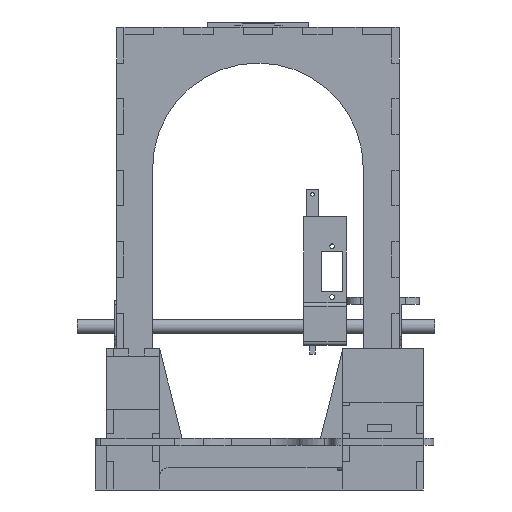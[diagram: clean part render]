
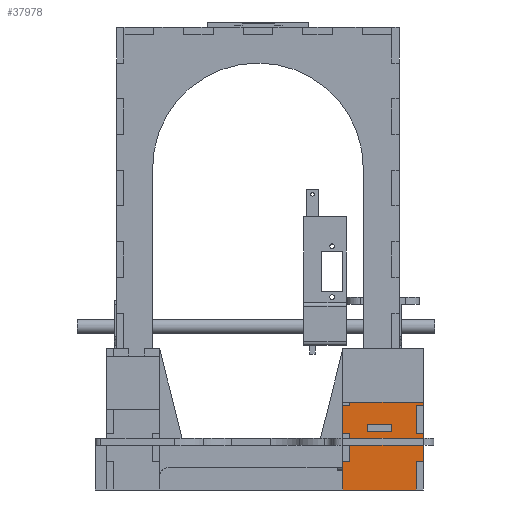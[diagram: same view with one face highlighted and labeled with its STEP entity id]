
A CAD part, front view. The second image highlights one B-rep face of the part: STEP entity #37978.
In plain terms, the highlighted planar face has unit normal (0, -1, 0).
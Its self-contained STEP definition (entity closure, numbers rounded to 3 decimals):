
#849=CIRCLE('',#41092,4.);
#10027=ORIENTED_EDGE('',*,*,#16241,.F.);
#10028=ORIENTED_EDGE('',*,*,#16242,.T.);
#10029=ORIENTED_EDGE('',*,*,#16243,.T.);
#10030=ORIENTED_EDGE('',*,*,#16244,.F.);
#10031=ORIENTED_EDGE('',*,*,#16245,.F.);
#10032=ORIENTED_EDGE('',*,*,#16230,.F.);
#10033=ORIENTED_EDGE('',*,*,#16246,.T.);
#10034=ORIENTED_EDGE('',*,*,#16247,.T.);
#10035=ORIENTED_EDGE('',*,*,#16248,.F.);
#10036=ORIENTED_EDGE('',*,*,#16217,.F.);
#10037=ORIENTED_EDGE('',*,*,#16249,.T.);
#10038=ORIENTED_EDGE('',*,*,#16250,.T.);
#10039=ORIENTED_EDGE('',*,*,#16251,.T.);
#10040=ORIENTED_EDGE('',*,*,#16252,.F.);
#10041=ORIENTED_EDGE('',*,*,#16226,.T.);
#10042=ORIENTED_EDGE('',*,*,#16253,.T.);
#10043=ORIENTED_EDGE('',*,*,#16254,.T.);
#10044=ORIENTED_EDGE('',*,*,#16255,.F.);
#10045=ORIENTED_EDGE('',*,*,#16221,.T.);
#10046=ORIENTED_EDGE('',*,*,#16256,.T.);
#10047=ORIENTED_EDGE('',*,*,#16257,.F.);
#10048=ORIENTED_EDGE('',*,*,#16258,.T.);
#10049=ORIENTED_EDGE('',*,*,#16233,.F.);
#10050=ORIENTED_EDGE('',*,*,#16259,.F.);
#10051=ORIENTED_EDGE('',*,*,#16260,.F.);
#10052=ORIENTED_EDGE('',*,*,#16261,.T.);
#10053=ORIENTED_EDGE('',*,*,#16238,.F.);
#10054=ORIENTED_EDGE('',*,*,#16262,.F.);
#10055=ORIENTED_EDGE('',*,*,#16263,.F.);
#16217=EDGE_CURVE('',#20064,#20065,#24526,.T.);
#16221=EDGE_CURVE('',#20068,#20069,#24530,.T.);
#16226=EDGE_CURVE('',#20074,#20072,#24535,.T.);
#16230=EDGE_CURVE('',#20076,#20078,#24539,.T.);
#16233=EDGE_CURVE('',#20080,#20081,#24542,.T.);
#16238=EDGE_CURVE('',#20084,#20086,#24547,.T.);
#16241=EDGE_CURVE('',#20088,#20089,#24550,.T.);
#16242=EDGE_CURVE('',#20088,#20090,#24551,.T.);
#16243=EDGE_CURVE('',#20090,#20091,#24552,.T.);
#16244=EDGE_CURVE('',#20089,#20091,#24553,.T.);
#16245=EDGE_CURVE('',#20092,#20092,#849,.F.);
#16246=EDGE_CURVE('',#20076,#20093,#24554,.T.);
#16247=EDGE_CURVE('',#20093,#20094,#24555,.T.);
#16248=EDGE_CURVE('',#20065,#20094,#24556,.T.);
#16249=EDGE_CURVE('',#20064,#20095,#24557,.T.);
#16250=EDGE_CURVE('',#20095,#20096,#24558,.T.);
#16251=EDGE_CURVE('',#20096,#20097,#24559,.T.);
#16252=EDGE_CURVE('',#20074,#20097,#24560,.T.);
#16253=EDGE_CURVE('',#20072,#20098,#24561,.T.);
#16254=EDGE_CURVE('',#20098,#20099,#24562,.T.);
#16255=EDGE_CURVE('',#20068,#20099,#24563,.T.);
#16256=EDGE_CURVE('',#20069,#20100,#24564,.T.);
#16257=EDGE_CURVE('',#20101,#20100,#24565,.T.);
#16258=EDGE_CURVE('',#20101,#20081,#24566,.T.);
#16259=EDGE_CURVE('',#20102,#20080,#24567,.T.);
#16260=EDGE_CURVE('',#20103,#20102,#24568,.T.);
#16261=EDGE_CURVE('',#20103,#20086,#24569,.T.);
#16262=EDGE_CURVE('',#20104,#20084,#24570,.T.);
#16263=EDGE_CURVE('',#20078,#20104,#24571,.T.);
#20064=VERTEX_POINT('',#60576);
#20065=VERTEX_POINT('',#60577);
#20068=VERTEX_POINT('',#60585);
#20069=VERTEX_POINT('',#60586);
#20072=VERTEX_POINT('',#60594);
#20074=VERTEX_POINT('',#60597);
#20076=VERTEX_POINT('',#60603);
#20078=VERTEX_POINT('',#60606);
#20080=VERTEX_POINT('',#60612);
#20081=VERTEX_POINT('',#60613);
#20084=VERTEX_POINT('',#60621);
#20086=VERTEX_POINT('',#60624);
#20088=VERTEX_POINT('',#60630);
#20089=VERTEX_POINT('',#60631);
#20090=VERTEX_POINT('',#60633);
#20091=VERTEX_POINT('',#60635);
#20092=VERTEX_POINT('',#60638);
#20093=VERTEX_POINT('',#60640);
#20094=VERTEX_POINT('',#60642);
#20095=VERTEX_POINT('',#60645);
#20096=VERTEX_POINT('',#60647);
#20097=VERTEX_POINT('',#60649);
#20098=VERTEX_POINT('',#60652);
#20099=VERTEX_POINT('',#60654);
#20100=VERTEX_POINT('',#60657);
#20101=VERTEX_POINT('',#60659);
#20102=VERTEX_POINT('',#60662);
#20103=VERTEX_POINT('',#60664);
#20104=VERTEX_POINT('',#60667);
#24526=LINE('',#60575,#29250);
#24530=LINE('',#60584,#29254);
#24535=LINE('',#60596,#29259);
#24539=LINE('',#60605,#29263);
#24542=LINE('',#60611,#29266);
#24547=LINE('',#60623,#29271);
#24550=LINE('',#60629,#29274);
#24551=LINE('',#60632,#29275);
#24552=LINE('',#60634,#29276);
#24553=LINE('',#60636,#29277);
#24554=LINE('',#60639,#29278);
#24555=LINE('',#60641,#29279);
#24556=LINE('',#60643,#29280);
#24557=LINE('',#60644,#29281);
#24558=LINE('',#60646,#29282);
#24559=LINE('',#60648,#29283);
#24560=LINE('',#60650,#29284);
#24561=LINE('',#60651,#29285);
#24562=LINE('',#60653,#29286);
#24563=LINE('',#60655,#29287);
#24564=LINE('',#60656,#29288);
#24565=LINE('',#60658,#29289);
#24566=LINE('',#60660,#29290);
#24567=LINE('',#60661,#29291);
#24568=LINE('',#60663,#29292);
#24569=LINE('',#60665,#29293);
#24570=LINE('',#60666,#29294);
#24571=LINE('',#60668,#29295);
#29250=VECTOR('',#49600,1000.);
#29254=VECTOR('',#49606,1000.);
#29259=VECTOR('',#49613,1000.);
#29263=VECTOR('',#49619,1000.);
#29266=VECTOR('',#49624,1000.);
#29271=VECTOR('',#49631,1000.);
#29274=VECTOR('',#49636,1000.);
#29275=VECTOR('',#49637,1000.);
#29276=VECTOR('',#49638,1000.);
#29277=VECTOR('',#49639,1000.);
#29278=VECTOR('',#49642,1000.);
#29279=VECTOR('',#49643,1000.);
#29280=VECTOR('',#49644,1000.);
#29281=VECTOR('',#49645,1000.);
#29282=VECTOR('',#49646,1000.);
#29283=VECTOR('',#49647,1000.);
#29284=VECTOR('',#49648,1000.);
#29285=VECTOR('',#49649,1000.);
#29286=VECTOR('',#49650,1000.);
#29287=VECTOR('',#49651,1000.);
#29288=VECTOR('',#49652,1000.);
#29289=VECTOR('',#49653,1000.);
#29290=VECTOR('',#49654,1000.);
#29291=VECTOR('',#49655,1000.);
#29292=VECTOR('',#49656,1000.);
#29293=VECTOR('',#49657,1000.);
#29294=VECTOR('',#49658,1000.);
#29295=VECTOR('',#49659,1000.);
#32053=EDGE_LOOP('',(#10027,#10028,#10029,#10030));
#32054=EDGE_LOOP('',(#10031));
#32055=EDGE_LOOP('',(#10032,#10033,#10034,#10035,#10036,#10037,#10038,#10039,
#10040,#10041,#10042,#10043,#10044,#10045,#10046,#10047,#10048,#10049,#10050,
#10051,#10052,#10053,#10054,#10055));
#34342=FACE_BOUND('',#32053,.T.);
#34343=FACE_BOUND('',#32054,.T.);
#34344=FACE_BOUND('',#32055,.T.);
#36051=PLANE('',#41091);
#37978=ADVANCED_FACE('',(#34342,#34343,#34344),#36051,.F.);
#41091=AXIS2_PLACEMENT_3D('',#60628,#49634,#49635);
#41092=AXIS2_PLACEMENT_3D('',#60637,#49640,#49641);
#49600=DIRECTION('',(1.,0.,0.));
#49606=DIRECTION('',(0.,0.,-1.));
#49613=DIRECTION('',(0.,0.,-1.));
#49619=DIRECTION('',(1.,0.,0.));
#49624=DIRECTION('',(0.,0.,-1.));
#49631=DIRECTION('',(0.,0.,-1.));
#49634=DIRECTION('',(0.,1.,0.));
#49635=DIRECTION('',(0.,0.,1.));
#49636=DIRECTION('',(-1.,0.,0.));
#49637=DIRECTION('',(0.,0.,-1.));
#49638=DIRECTION('',(-1.,0.,0.));
#49639=DIRECTION('',(0.,0.,-1.));
#49640=DIRECTION('',(0.,1.,0.));
#49641=DIRECTION('',(0.,0.,1.));
#49642=DIRECTION('',(0.,0.,-1.));
#49643=DIRECTION('',(-1.,0.,0.));
#49644=DIRECTION('',(0.,0.,-1.));
#49645=DIRECTION('',(0.,0.,-1.));
#49646=DIRECTION('',(1.,0.,0.));
#49647=DIRECTION('',(0.,0.,-1.));
#49648=DIRECTION('',(1.,0.,0.));
#49649=DIRECTION('',(1.,0.,0.));
#49650=DIRECTION('',(0.,0.,-1.));
#49651=DIRECTION('',(1.,0.,0.));
#49652=DIRECTION('',(1.,0.,0.));
#49653=DIRECTION('',(0.,0.,-1.));
#49654=DIRECTION('',(1.,0.,0.));
#49655=DIRECTION('',(1.,0.,0.));
#49656=DIRECTION('',(0.,0.,-1.));
#49657=DIRECTION('',(1.,0.,0.));
#49658=DIRECTION('',(1.,0.,0.));
#49659=DIRECTION('',(0.,0.,-1.));
#60575=CARTESIAN_POINT('',(155.,-305.,79.));
#60576=CARTESIAN_POINT('',(132.5,-305.,79.));
#60577=CARTESIAN_POINT('',(146.167,-305.,79.));
#60584=CARTESIAN_POINT('',(132.5,-305.,79.));
#60585=CARTESIAN_POINT('',(132.5,-305.,15.8));
#60586=CARTESIAN_POINT('',(132.5,-305.,0.));
#60594=CARTESIAN_POINT('',(132.5,-305.,31.6));
#60596=CARTESIAN_POINT('',(132.5,-305.,79.));
#60597=CARTESIAN_POINT('',(132.5,-305.,47.4));
#60603=CARTESIAN_POINT('',(159.833,-305.,79.));
#60605=CARTESIAN_POINT('',(155.,-305.,79.));
#60606=CARTESIAN_POINT('',(173.5,-305.,79.));
#60611=CARTESIAN_POINT('',(177.5,-305.,79.));
#60612=CARTESIAN_POINT('',(177.5,-305.,31.6));
#60613=CARTESIAN_POINT('',(177.5,-305.,15.8));
#60621=CARTESIAN_POINT('',(177.5,-305.,63.2));
#60623=CARTESIAN_POINT('',(177.5,-305.,79.));
#60624=CARTESIAN_POINT('',(177.5,-305.,47.4));
#60628=CARTESIAN_POINT('',(155.,-305.,79.));
#60629=CARTESIAN_POINT('',(153.,-305.,36.5));
#60630=CARTESIAN_POINT('',(159.833,-305.,36.5));
#60631=CARTESIAN_POINT('',(146.167,-305.,36.5));
#60632=CARTESIAN_POINT('',(159.833,-305.,34.5));
#60633=CARTESIAN_POINT('',(159.833,-305.,32.5));
#60634=CARTESIAN_POINT('',(153.,-305.,32.5));
#60635=CARTESIAN_POINT('',(146.167,-305.,32.5));
#60636=CARTESIAN_POINT('',(146.167,-305.,34.5));
#60637=CARTESIAN_POINT('',(155.,-305.,64.));
#60638=CARTESIAN_POINT('',(155.,-305.,68.));
#60639=CARTESIAN_POINT('',(159.833,-305.,77.));
#60640=CARTESIAN_POINT('',(159.833,-305.,75.));
#60641=CARTESIAN_POINT('',(153.,-305.,75.));
#60642=CARTESIAN_POINT('',(146.167,-305.,75.));
#60643=CARTESIAN_POINT('',(146.167,-305.,77.));
#60644=CARTESIAN_POINT('',(132.5,-305.,79.));
#60645=CARTESIAN_POINT('',(132.5,-305.,63.2));
#60646=CARTESIAN_POINT('',(134.5,-305.,63.2));
#60647=CARTESIAN_POINT('',(136.5,-305.,63.2));
#60648=CARTESIAN_POINT('',(136.5,-305.,55.3));
#60649=CARTESIAN_POINT('',(136.5,-305.,47.4));
#60650=CARTESIAN_POINT('',(134.5,-305.,47.4));
#60651=CARTESIAN_POINT('',(134.5,-305.,31.6));
#60652=CARTESIAN_POINT('',(136.5,-305.,31.6));
#60653=CARTESIAN_POINT('',(136.5,-305.,23.7));
#60654=CARTESIAN_POINT('',(136.5,-305.,15.8));
#60655=CARTESIAN_POINT('',(134.5,-305.,15.8));
#60656=CARTESIAN_POINT('',(155.,-305.,0.));
#60657=CARTESIAN_POINT('',(173.5,-305.,0.));
#60658=CARTESIAN_POINT('',(173.5,-305.,79.));
#60659=CARTESIAN_POINT('',(173.5,-305.,15.8));
#60660=CARTESIAN_POINT('',(155.,-305.,15.8));
#60661=CARTESIAN_POINT('',(155.,-305.,31.6));
#60662=CARTESIAN_POINT('',(173.5,-305.,31.6));
#60663=CARTESIAN_POINT('',(173.5,-305.,79.));
#60664=CARTESIAN_POINT('',(173.5,-305.,47.4));
#60665=CARTESIAN_POINT('',(155.,-305.,47.4));
#60666=CARTESIAN_POINT('',(155.,-305.,63.2));
#60667=CARTESIAN_POINT('',(173.5,-305.,63.2));
#60668=CARTESIAN_POINT('',(173.5,-305.,79.));
